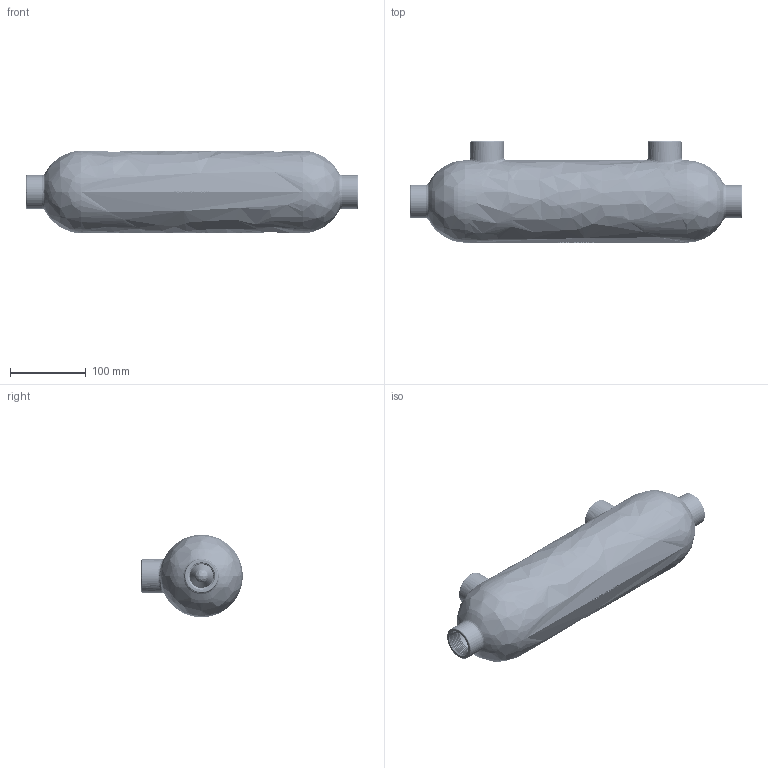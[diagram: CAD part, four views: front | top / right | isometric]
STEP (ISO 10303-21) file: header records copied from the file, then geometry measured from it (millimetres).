
FILE_DESCRIPTION(('FreeCAD Model'),'2;1');
FILE_NAME('Open CASCADE Shape Model','2025-04-26T16:45:32',('FreeCAD'),( 'FreeCAD'),'Open CASCADE STEP processor 7.6','FreeCAD','Unknown');
FILE_SCHEMA(('AUTOMOTIVE_DESIGN { 1 0 10303 214 1 1 1 1 }'));
Products named in the file (1): Open CASCADE STEP translator 7.6 1
Bounding box: 438.03 x 134 x 108.68 mm (x, y, z)
Volume: 746319.8 mm3; surface area: 799585 mm2
Topology: 20 solids, 20 shells, 1068 faces, 4632 edges, 3524 vertices
Faces by surface type: bspline 1068
Entity records: 109417 total; most frequent: CARTESIAN_POINT 83032, ORIENTED_EDGE 9248, EDGE_CURVE 4624, B_SPLINE_CURVE_WITH_KNOTS 4384, VERTEX_POINT 3524, FACE_BOUND 1526, EDGE_LOOP 1526, ADVANCED_FACE 1068
